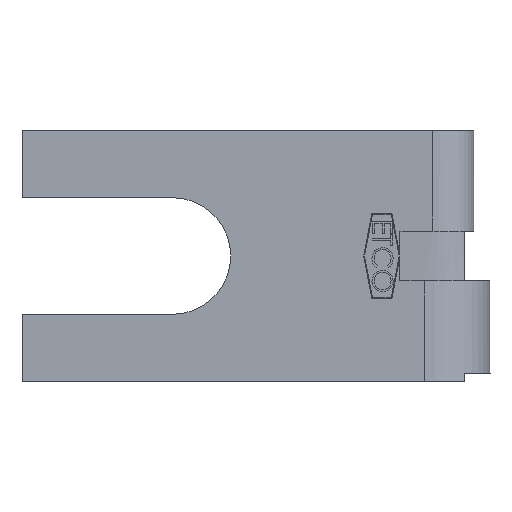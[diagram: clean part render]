
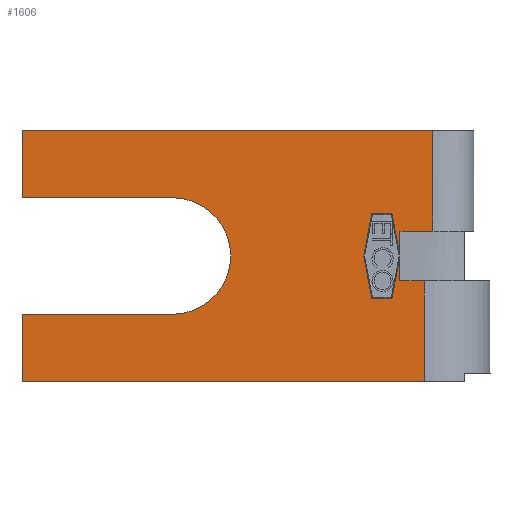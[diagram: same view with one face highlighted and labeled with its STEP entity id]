
A CAD part, front view. The second image highlights one B-rep face of the part: STEP entity #1606.
In plain terms, the highlighted planar face has unit normal (0, -1, 0).
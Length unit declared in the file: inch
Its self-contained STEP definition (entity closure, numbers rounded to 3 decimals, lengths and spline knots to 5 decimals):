
#16 = VERTEX_POINT ( 'NONE', #4339 ) ;
#115 = LINE ( 'NONE', #1982, #4465 ) ;
#235 = CARTESIAN_POINT ( 'NONE',  ( 0.221, 0., 0.031 ) ) ;
#305 = VECTOR ( 'NONE', #3365, 39.37008 ) ;
#316 = ORIENTED_EDGE ( 'NONE', *, *, #4980, .T. ) ;
#371 = CARTESIAN_POINT ( 'NONE',  ( -0.249, 0., -0.156 ) ) ;
#402 = VECTOR ( 'NONE', #930, 39.37008 ) ;
#412 = DIRECTION ( 'NONE',  ( -1., 0., 0. ) ) ;
#426 = LINE ( 'NONE', #2284, #4083 ) ;
#514 = CARTESIAN_POINT ( 'NONE',  ( 0.211, 0., -0.0525 ) ) ;
#536 = CARTESIAN_POINT ( 'NONE',  ( 0.221, 0., -0.031 ) ) ;
#606 = VECTOR ( 'NONE', #5265, 39.37008 ) ;
#619 = LINE ( 'NONE', #2477, #2127 ) ;
#624 = CARTESIAN_POINT ( 'NONE',  ( -0.062, 0., -0.0725 ) ) ;
#653 = DIRECTION ( 'NONE',  ( 0., 0., 1. ) ) ;
#722 = DIRECTION ( 'NONE',  ( 1., 0., 0. ) ) ;
#799 = LINE ( 'NONE', #2661, #1390 ) ;
#857 = DIRECTION ( 'NONE',  ( 0., -1., 0. ) ) ;
#906 = VERTEX_POINT ( 'NONE', #1452 ) ;
#930 = DIRECTION ( 'NONE',  ( 0., 0., 1. ) ) ;
#949 = DIRECTION ( 'NONE',  ( -1., 0., 0. ) ) ;
#969 = EDGE_CURVE ( 'NONE', #5828, #4807, #115, .T. ) ;
#989 = VECTOR ( 'NONE', #412, 39.37008 ) ;
#993 = CARTESIAN_POINT ( 'NONE',  ( 0.251, 0., -0.031 ) ) ;
#1051 = DIRECTION ( 'NONE',  ( 1., 0., 0. ) ) ;
#1073 = ORIENTED_EDGE ( 'NONE', *, *, #2717, .F. ) ;
#1081 = CARTESIAN_POINT ( 'NONE',  ( -0.249, 0., -0.0725 ) ) ;
#1129 = ORIENTED_EDGE ( 'NONE', *, *, #3263, .F. ) ;
#1159 = EDGE_CURVE ( 'NONE', #3559, #3613, #5840, .T. ) ;
#1191 = EDGE_LOOP ( 'NONE', ( #1129, #3829, #3351, #2310, #5488, #1755, #3494, #2884, #4341, #1438, #3356, #3571, #316, #2522, #1073, #4758, #1400, #2707, #5000 ) ) ;
#1315 = CARTESIAN_POINT ( 'NONE',  ( 0.186, 0., 0.0525 ) ) ;
#1317 = FACE_OUTER_BOUND ( 'NONE', #1191, .T. ) ;
#1375 = DIRECTION ( 'NONE',  ( 0., 0., 1. ) ) ;
#1390 = VECTOR ( 'NONE', #4513, 39.37008 ) ;
#1400 = ORIENTED_EDGE ( 'NONE', *, *, #5554, .T. ) ;
#1423 = VERTEX_POINT ( 'NONE', #4402 ) ;
#1438 = ORIENTED_EDGE ( 'NONE', *, *, #969, .F. ) ;
#1452 = CARTESIAN_POINT ( 'NONE',  ( 0.186, 0., 0.0525 ) ) ;
#1525 = CARTESIAN_POINT ( 'NONE',  ( 0.176, 0., 0. ) ) ;
#1534 = EDGE_CURVE ( 'NONE', #3756, #5677, #799, .T. ) ;
#1551 = LINE ( 'NONE', #3395, #606 ) ;
#1576 = B_SPLINE_CURVE_WITH_KNOTS ( 'NONE', 3,
 ( #993, #2849, #4702, #536 ),
 .UNSPECIFIED., .F., .F.,
 ( 4, 4 ),
 ( 0., 1. ),
 .UNSPECIFIED. ) ;
#1606 = ADVANCED_FACE ( 'NONE', ( #1317 ), #3165, .T. ) ;
#1671 = CARTESIAN_POINT ( 'NONE',  ( 0.221, 0., 0.031 ) ) ;
#1713 = VERTEX_POINT ( 'NONE', #1081 ) ;
#1755 = ORIENTED_EDGE ( 'NONE', *, *, #3181, .F. ) ;
#1803 = DIRECTION ( 'NONE',  ( 0., 0., 1. ) ) ;
#1870 = VECTOR ( 'NONE', #2482, 39.37008 ) ;
#1975 = CARTESIAN_POINT ( 'NONE',  ( 0.262, 0., 0.156 ) ) ;
#1982 = CARTESIAN_POINT ( 'NONE',  ( 0.221, 0., 0. ) ) ;
#2127 = VECTOR ( 'NONE', #4331, 39.37008 ) ;
#2198 = EDGE_CURVE ( 'NONE', #4812, #5828, #4677, .T. ) ;
#2269 = EDGE_CURVE ( 'NONE', #5828, #2741, #1551, .T. ) ;
#2284 = CARTESIAN_POINT ( 'NONE',  ( -0.249, 0., 0.0725 ) ) ;
#2310 = ORIENTED_EDGE ( 'NONE', *, *, #2269, .F. ) ;
#2373 = DIRECTION ( 'NONE',  ( 0.187, 0., 0.982 ) ) ;
#2477 = CARTESIAN_POINT ( 'NONE',  ( 0.221, 0., -0.156 ) ) ;
#2482 = DIRECTION ( 'NONE',  ( -1., 0., 0. ) ) ;
#2522 = ORIENTED_EDGE ( 'NONE', *, *, #4459, .F. ) ;
#2570 = EDGE_CURVE ( 'NONE', #5970, #1423, #426, .T. ) ;
#2661 = CARTESIAN_POINT ( 'NONE',  ( 0.251, 0., -0.031 ) ) ;
#2707 = ORIENTED_EDGE ( 'NONE', *, *, #3489, .T. ) ;
#2715 = DIRECTION ( 'NONE',  ( 0., 0., -1. ) ) ;
#2717 = EDGE_CURVE ( 'NONE', #5970, #4718, #3673, .T. ) ;
#2720 = LINE ( 'NONE', #4575, #989 ) ;
#2741 = VERTEX_POINT ( 'NONE', #3221 ) ;
#2804 = CARTESIAN_POINT ( 'NONE',  ( -0.249, 0., 0.156 ) ) ;
#2849 = CARTESIAN_POINT ( 'NONE',  ( 0.241, 0., -0.031 ) ) ;
#2884 = ORIENTED_EDGE ( 'NONE', *, *, #3656, .F. ) ;
#2940 = VECTOR ( 'NONE', #2373, 39.37008 ) ;
#2967 = CARTESIAN_POINT ( 'NONE',  ( -0.062, 0., 0. ) ) ;
#3035 = LINE ( 'NONE', #4892, #4078 ) ;
#3082 = EDGE_CURVE ( 'NONE', #3628, #1713, #3238, .T. ) ;
#3130 = CARTESIAN_POINT ( 'NONE',  ( 0.186, 0., -0.0525 ) ) ;
#3163 = DIRECTION ( 'NONE',  ( -0.187, 0., -0.982 ) ) ;
#3165 = PLANE ( 'NONE',  #3219 ) ;
#3181 = EDGE_CURVE ( 'NONE', #4928, #4812, #3035, .T. ) ;
#3194 = CIRCLE ( 'NONE', #4268, 0.0725 ) ;
#3219 = AXIS2_PLACEMENT_3D ( 'NONE', #5025, #857, #2715 ) ;
#3221 = CARTESIAN_POINT ( 'NONE',  ( 0.221, 0., -0.031 ) ) ;
#3238 = LINE ( 'NONE', #5099, #402 ) ;
#3255 = LINE ( 'NONE', #5116, #3367 ) ;
#3263 = EDGE_CURVE ( 'NONE', #5677, #3628, #2720, .T. ) ;
#3351 = ORIENTED_EDGE ( 'NONE', *, *, #3419, .T. ) ;
#3352 = LINE ( 'NONE', #5219, #5938 ) ;
#3356 = ORIENTED_EDGE ( 'NONE', *, *, #5991, .F. ) ;
#3365 = DIRECTION ( 'NONE',  ( 0.187, 0., -0.982 ) ) ;
#3367 = VECTOR ( 'NONE', #949, 39.37008 ) ;
#3395 = CARTESIAN_POINT ( 'NONE',  ( 0.221, 0., -0.156 ) ) ;
#3419 = EDGE_CURVE ( 'NONE', #3756, #2741, #1576, .T. ) ;
#3489 = EDGE_CURVE ( 'NONE', #5924, #1713, #4794, .T. ) ;
#3494 = ORIENTED_EDGE ( 'NONE', *, *, #4188, .F. ) ;
#3508 = DIRECTION ( 'NONE',  ( 1., 0., 0. ) ) ;
#3559 = VERTEX_POINT ( 'NONE', #235 ) ;
#3571 = ORIENTED_EDGE ( 'NONE', *, *, #1159, .T. ) ;
#3582 = CARTESIAN_POINT ( 'NONE',  ( 0.262, 0., 0.031 ) ) ;
#3613 = VERTEX_POINT ( 'NONE', #3582 ) ;
#3628 = VERTEX_POINT ( 'NONE', #371 ) ;
#3656 = EDGE_CURVE ( 'NONE', #906, #16, #5491, .T. ) ;
#3673 = LINE ( 'NONE', #5550, #4678 ) ;
#3713 = CARTESIAN_POINT ( 'NONE',  ( 0.221, 0., 0. ) ) ;
#3756 = VERTEX_POINT ( 'NONE', #5588 ) ;
#3814 = DIRECTION ( 'NONE',  ( -0.187, 0., 0.982 ) ) ;
#3829 = ORIENTED_EDGE ( 'NONE', *, *, #1534, .F. ) ;
#3891 = CARTESIAN_POINT ( 'NONE',  ( 0.211, 0., 0.0525 ) ) ;
#4078 = VECTOR ( 'NONE', #722, 39.37008 ) ;
#4083 = VECTOR ( 'NONE', #4126, 39.37008 ) ;
#4092 = LINE ( 'NONE', #5972, #4558 ) ;
#4126 = DIRECTION ( 'NONE',  ( 1., 0., 0. ) ) ;
#4188 = EDGE_CURVE ( 'NONE', #16, #4928, #5699, .T. ) ;
#4268 = AXIS2_PLACEMENT_3D ( 'NONE', #2967, #4822, #653 ) ;
#4331 = DIRECTION ( 'NONE',  ( 0., 0., -1. ) ) ;
#4339 = CARTESIAN_POINT ( 'NONE',  ( 0.176, 0., 0. ) ) ;
#4341 = ORIENTED_EDGE ( 'NONE', *, *, #5842, .F. ) ;
#4402 = CARTESIAN_POINT ( 'NONE',  ( -0.062, 0., 0.0725 ) ) ;
#4442 = VERTEX_POINT ( 'NONE', #1975 ) ;
#4459 = EDGE_CURVE ( 'NONE', #4718, #4442, #3352, .T. ) ;
#4465 = VECTOR ( 'NONE', #3814, 39.37008 ) ;
#4513 = DIRECTION ( 'NONE',  ( 0., 0., -1. ) ) ;
#4558 = VECTOR ( 'NONE', #1803, 39.37008 ) ;
#4575 = CARTESIAN_POINT ( 'NONE',  ( 0.221, 0., -0.156 ) ) ;
#4677 = LINE ( 'NONE', #514, #2940 ) ;
#4678 = VECTOR ( 'NONE', #1375, 39.37008 ) ;
#4702 = CARTESIAN_POINT ( 'NONE',  ( 0.231, 0., -0.031 ) ) ;
#4718 = VERTEX_POINT ( 'NONE', #2804 ) ;
#4758 = ORIENTED_EDGE ( 'NONE', *, *, #2570, .T. ) ;
#4794 = LINE ( 'NONE', #624, #1870 ) ;
#4807 = VERTEX_POINT ( 'NONE', #3891 ) ;
#4812 = VERTEX_POINT ( 'NONE', #5768 ) ;
#4822 = DIRECTION ( 'NONE',  ( 0., 1., 0. ) ) ;
#4892 = CARTESIAN_POINT ( 'NONE',  ( 0.186, 0., -0.0525 ) ) ;
#4911 = CARTESIAN_POINT ( 'NONE',  ( 0.251, 0., -0.156 ) ) ;
#4928 = VERTEX_POINT ( 'NONE', #3130 ) ;
#4980 = EDGE_CURVE ( 'NONE', #3613, #4442, #4092, .T. ) ;
#5000 = ORIENTED_EDGE ( 'NONE', *, *, #3082, .F. ) ;
#5025 = CARTESIAN_POINT ( 'NONE',  ( 0.221, 0., 0.156 ) ) ;
#5099 = CARTESIAN_POINT ( 'NONE',  ( -0.249, 0., -0.156 ) ) ;
#5116 = CARTESIAN_POINT ( 'NONE',  ( 0.211, 0., 0.0525 ) ) ;
#5179 = VECTOR ( 'NONE', #3508, 39.37008 ) ;
#5219 = CARTESIAN_POINT ( 'NONE',  ( 0.221, 0., 0.156 ) ) ;
#5265 = DIRECTION ( 'NONE',  ( 0., 0., -1. ) ) ;
#5488 = ORIENTED_EDGE ( 'NONE', *, *, #2198, .F. ) ;
#5491 = LINE ( 'NONE', #1315, #5856 ) ;
#5550 = CARTESIAN_POINT ( 'NONE',  ( -0.249, 0., -0.156 ) ) ;
#5554 = EDGE_CURVE ( 'NONE', #1423, #5924, #3194, .T. ) ;
#5588 = CARTESIAN_POINT ( 'NONE',  ( 0.251, 0., -0.031 ) ) ;
#5677 = VERTEX_POINT ( 'NONE', #4911 ) ;
#5682 = CARTESIAN_POINT ( 'NONE',  ( -0.062, 0., -0.0725 ) ) ;
#5699 = LINE ( 'NONE', #1525, #305 ) ;
#5709 = CARTESIAN_POINT ( 'NONE',  ( -0.249, 0., 0.0725 ) ) ;
#5768 = CARTESIAN_POINT ( 'NONE',  ( 0.211, 0., -0.0525 ) ) ;
#5828 = VERTEX_POINT ( 'NONE', #3713 ) ;
#5840 = LINE ( 'NONE', #1671, #5179 ) ;
#5842 = EDGE_CURVE ( 'NONE', #4807, #906, #3255, .T. ) ;
#5856 = VECTOR ( 'NONE', #3163, 39.37008 ) ;
#5924 = VERTEX_POINT ( 'NONE', #5682 ) ;
#5938 = VECTOR ( 'NONE', #1051, 39.37008 ) ;
#5970 = VERTEX_POINT ( 'NONE', #5709 ) ;
#5972 = CARTESIAN_POINT ( 'NONE',  ( 0.262, 0., 0.031 ) ) ;
#5991 = EDGE_CURVE ( 'NONE', #3559, #5828, #619, .T. ) ;
